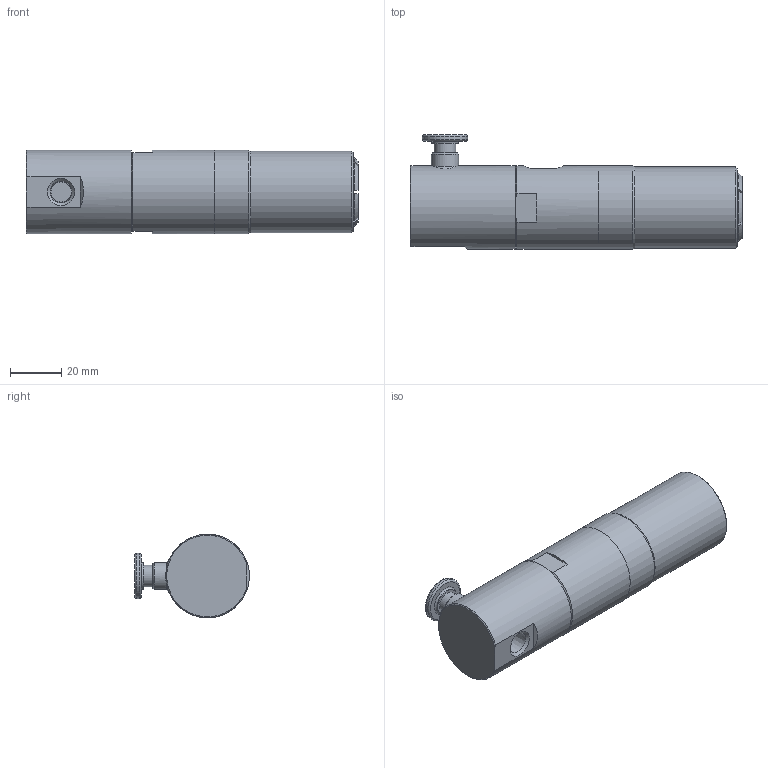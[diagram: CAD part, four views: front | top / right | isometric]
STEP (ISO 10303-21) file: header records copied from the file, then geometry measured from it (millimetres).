
FILE_DESCRIPTION(/* description */ (''),/* implementation_level */ '2;1');
FILE_NAME(/* name */ 'FXV-069041.stp',/* time_stamp */ '2016-03-23T13:38:52-05:00',/* author */ ('scottg'),/* organization */ ('FasTest,Inc.'),/* preprocessor_version */ 'ST-DEVELOPER v16.1',/* originating_system */ 'Autodesk Inventor 2016',/* authorisation */ '');
FILE_SCHEMA (('AUTOMOTIVE_DESIGN { 1 0 10303 214 3 1 1 }'));
Length unit declared in the file: inch
Products named in the file (1): FXV-069041
Bounding box: 130.07 x 44.96 x 32.77 mm (x, y, z)
Surface area: 19666.2 mm2 (no closed solid volume)
Topology: 0 solids, 4 shells, 120 faces, 294 edges, 193 vertices
Faces by surface type: plane 50, cone 39, cylinder 25, torus 6
Full cylindrical faces by diameter (mm): 7.95 x1, 8.382 x1, 10.414 x1, 10.668 x1, 11.125 x1, 12.598 x2, 17.78 x2, 18.466 x1, 26.772 x1, 26.924 x1, 27.051 x1, 31.877 x1, 32.766 x3
Entity records: 3420 total; most frequent: CARTESIAN_POINT 828, DIRECTION 528, ORIENTED_EDGE 504, EDGE_CURVE 250, AXIS2_PLACEMENT_3D 233, VERTEX_POINT 183, EDGE_LOOP 171, FACE_OUTER_BOUND 120
